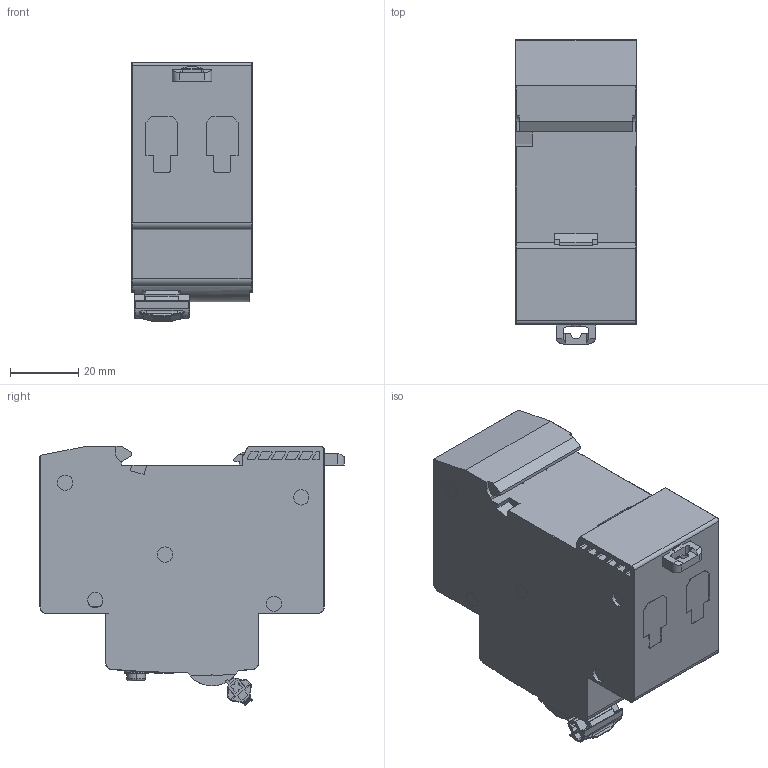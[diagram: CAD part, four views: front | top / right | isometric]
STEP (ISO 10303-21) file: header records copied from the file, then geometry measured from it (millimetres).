
FILE_DESCRIPTION (( 'STEP AP214' ), '1' );
FILE_NAME ('AFDD 3D.STEP', '2025-04-25T12:35:57', ( '' ), ( '' ), 'SwSTEP 2.0', 'SolidWorks 2022', '' );
FILE_SCHEMA (( 'AUTOMOTIVE_DESIGN' ));
Length unit declared in the file: millimetre
Products named in the file (1): AFDD 3D
Bounding box: 35.4 x 89.3 x 76.2 mm (x, y, z)
Volume: 164344.1 mm3; surface area: 25613.1 mm2
Topology: 2 solids, 5 shells, 1057 faces, 2894 edges, 1869 vertices
Faces by surface type: plane 570, cylinder 328, bspline 61, sphere 54, torus 24, cone 20
Entity records: 38925 total; most frequent: CARTESIAN_POINT 13008, ORIENTED_EDGE 5748, DIRECTION 4994, EDGE_CURVE 2874, VERTEX_POINT 1869, AXIS2_PLACEMENT_3D 1723, LINE 1548, VECTOR 1548
